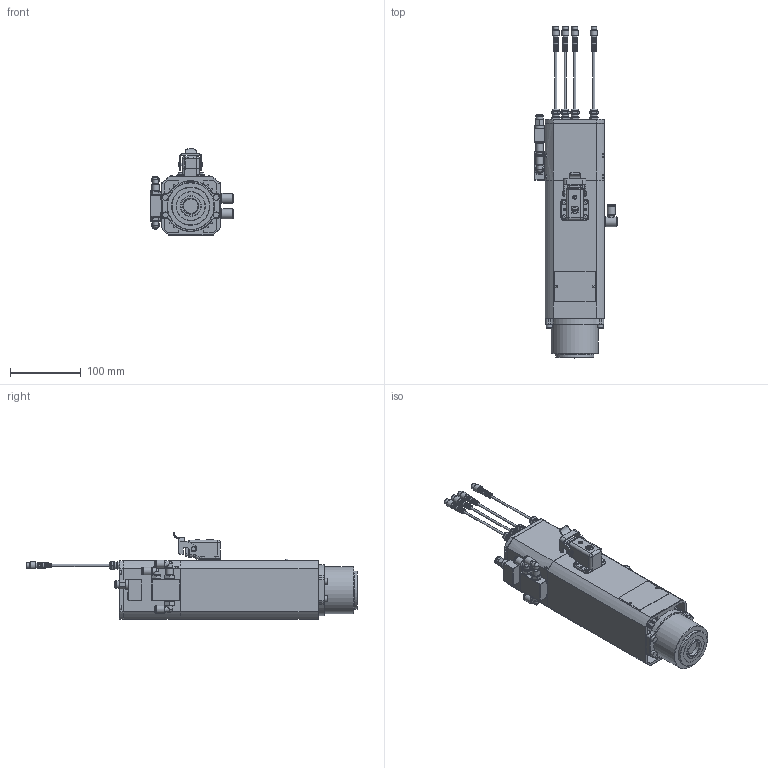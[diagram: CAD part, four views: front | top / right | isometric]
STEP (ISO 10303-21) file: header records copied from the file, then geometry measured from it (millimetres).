
FILE_DESCRIPTION(/* description */ ('Alibre Inc.'),/* implementation_level */ '2;1');
FILE_NAME(/* name */ 'export-AB13BEF4-9A0A-41FC-B08A-368DCF0F9302',/* time_stamp */ '2024-09-11T13:45:12+02:00',/* author */ (''),/* organization */ (''),/* preprocessor_version */ 'ST-DEVELOPER v17',/* originating_system */ 'Alibre',/* authorisation */ '');
FILE_SCHEMA (('AUTOMOTIVE_DESIGN'));
Length unit declared in the file: millimetre
Products named in the file (1): STEP_COMTC410018
Bounding box: 118.51 x 470.3 x 122.09 mm (x, y, z)
Volume: 1984833.9 mm3; surface area: 223825.1 mm2
Topology: 1 solids, 28 shells, 2750 faces, 7258 edges, 4739 vertices
Faces by surface type: plane 1291, cylinder 724, torus 289, cone 242, bspline 179, sphere 25
Full cylindrical faces by diameter (mm): 0.6 x5, 0.753 x1, 0.986 x1, 1 x17, 1.75 x5, 2.387 x4, 2.4 x1, 2.49 x2, 2.5 x9, 2.6 x5, 2.796 x4, 3 x26, 3.2 x4, 3.25 x4, 3.5 x4, 3.794 x3, 4.019 x4, 4.2 x6, 4.3 x4, 4.5 x11, 4.8 x7, 4.996 x24, 5.504 x10, 5.601 x4, 5.8 x4, 6 x2, 6.2 x4, 6.797 x4, 7.184 x8, 7.66 x8
Entity records: 108735 total; most frequent: CARTESIAN_POINT 40405, ORIENTED_EDGE 14418, DIRECTION 12034, EDGE_CURVE 7209, AXIS2_PLACEMENT_3D 5027, VERTEX_POINT 4739, VECTOR 3437, LINE 3437
